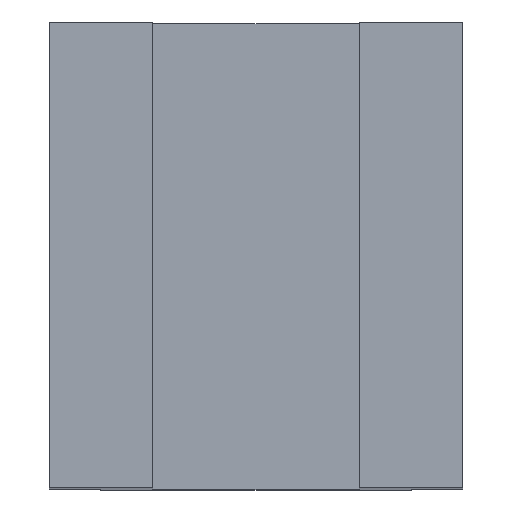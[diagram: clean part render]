
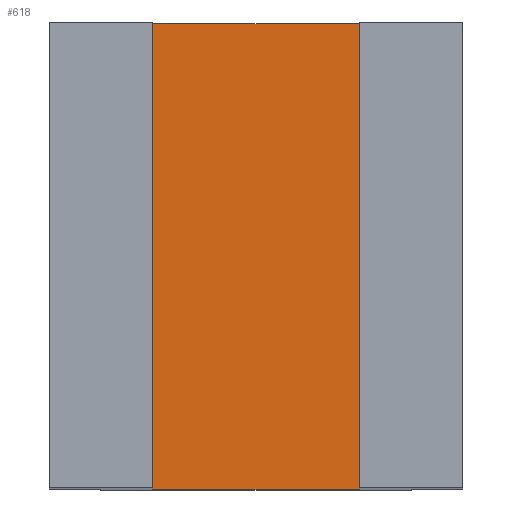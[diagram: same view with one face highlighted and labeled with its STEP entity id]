
A CAD part, top view. The second image highlights one B-rep face of the part: STEP entity #618.
In plain terms, the highlighted planar face has unit normal (0, 0, 1).
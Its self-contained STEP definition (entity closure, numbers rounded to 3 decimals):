
#14 = DIRECTION ( 'NONE',  ( -1., 0., 0. ) ) ;
#15 = ORIENTED_EDGE ( 'NONE', *, *, #39, .F. ) ;
#19 = LINE ( 'NONE', #496, #503 ) ;
#37 = VECTOR ( 'NONE', #614, 1000. ) ;
#39 = EDGE_CURVE ( 'NONE', #658, #423, #593, .T. ) ;
#50 = EDGE_CURVE ( 'NONE', #382, #423, #19, .T. ) ;
#70 = EDGE_CURVE ( 'NONE', #677, #382, #449, .T. ) ;
#101 = VECTOR ( 'NONE', #739, 1000. ) ;
#102 = CARTESIAN_POINT ( 'NONE',  ( -2., 4.5, 10. ) ) ;
#114 = EDGE_LOOP ( 'NONE', ( #227, #334, #337, #15 ) ) ;
#125 = DIRECTION ( 'NONE',  ( -1., 0., 0. ) ) ;
#130 = DIRECTION ( 'NONE',  ( 0., 0., -1. ) ) ;
#215 = CARTESIAN_POINT ( 'NONE',  ( 2., 4.5, 10. ) ) ;
#227 = ORIENTED_EDGE ( 'NONE', *, *, #574, .T. ) ;
#253 = CARTESIAN_POINT ( 'NONE',  ( 2., 4.5, 10. ) ) ;
#277 = CARTESIAN_POINT ( 'NONE',  ( -2., -4.5, 10. ) ) ;
#295 = CARTESIAN_POINT ( 'NONE',  ( 0., 0., 10. ) ) ;
#307 = CARTESIAN_POINT ( 'NONE',  ( -2., 4.5, 10. ) ) ;
#334 = ORIENTED_EDGE ( 'NONE', *, *, #70, .T. ) ;
#337 = ORIENTED_EDGE ( 'NONE', *, *, #50, .T. ) ;
#339 = PLANE ( 'NONE',  #708 ) ;
#382 = VERTEX_POINT ( 'NONE', #277 ) ;
#411 = LINE ( 'NONE', #513, #595 ) ;
#423 = VERTEX_POINT ( 'NONE', #437 ) ;
#437 = CARTESIAN_POINT ( 'NONE',  ( 2., -4.5, 10. ) ) ;
#449 = LINE ( 'NONE', #102, #101 ) ;
#496 = CARTESIAN_POINT ( 'NONE',  ( -3., -4.5, 10. ) ) ;
#498 = DIRECTION ( 'NONE',  ( 1., 0., 0. ) ) ;
#503 = VECTOR ( 'NONE', #498, 1000. ) ;
#513 = CARTESIAN_POINT ( 'NONE',  ( -3., 4.5, 10. ) ) ;
#574 = EDGE_CURVE ( 'NONE', #658, #677, #411, .T. ) ;
#593 = LINE ( 'NONE', #215, #37 ) ;
#595 = VECTOR ( 'NONE', #125, 1000. ) ;
#614 = DIRECTION ( 'NONE',  ( 0., -1., 0. ) ) ;
#618 = ADVANCED_FACE ( 'NONE', ( #715 ), #339, .F. ) ;
#658 = VERTEX_POINT ( 'NONE', #253 ) ;
#677 = VERTEX_POINT ( 'NONE', #307 ) ;
#708 = AXIS2_PLACEMENT_3D ( 'NONE', #295, #130, #14 ) ;
#715 = FACE_OUTER_BOUND ( 'NONE', #114, .T. ) ;
#739 = DIRECTION ( 'NONE',  ( 0., -1., 0. ) ) ;
